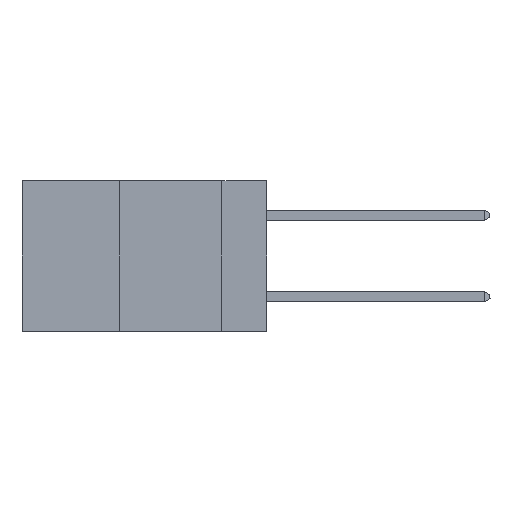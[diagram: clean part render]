
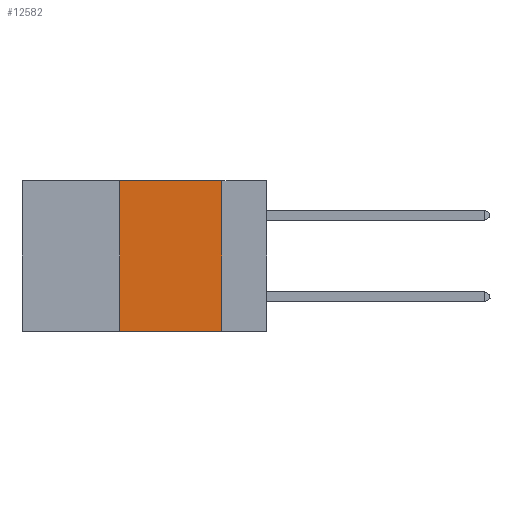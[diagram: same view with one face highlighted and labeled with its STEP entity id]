
A CAD part, left-side view. The second image highlights one B-rep face of the part: STEP entity #12582.
In plain terms, the highlighted planar face has unit normal (-1, 0, 0).
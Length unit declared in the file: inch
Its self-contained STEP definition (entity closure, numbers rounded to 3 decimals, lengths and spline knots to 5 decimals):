
#611 = DIRECTION ( 'NONE',  ( 1., 0., 0. ) ) ;
#706 = EDGE_LOOP ( 'NONE', ( #25409, #23433, #17348, #25225 ) ) ;
#1950 = FACE_OUTER_BOUND ( 'NONE', #706, .T. ) ;
#2699 = VERTEX_POINT ( 'NONE', #7352 ) ;
#3216 = DIRECTION ( 'NONE',  ( 0., 0., 1. ) ) ;
#4182 = LINE ( 'NONE', #5272, #6885 ) ;
#4616 = VECTOR ( 'NONE', #25519, 39.37008 ) ;
#5102 = LINE ( 'NONE', #9594, #15468 ) ;
#5272 = CARTESIAN_POINT ( 'NONE',  ( 0., 0.6, 0. ) ) ;
#5557 = DIRECTION ( 'NONE',  ( 0., 0., -1. ) ) ;
#6045 = CARTESIAN_POINT ( 'NONE',  ( 0., 0.6, -0.37 ) ) ;
#6292 = EDGE_CURVE ( 'NONE', #2699, #29373, #21218, .T. ) ;
#6885 = VECTOR ( 'NONE', #17301, 39.37008 ) ;
#7352 = CARTESIAN_POINT ( 'NONE',  ( 0., 0.36, -0.37 ) ) ;
#8474 = PLANE ( 'NONE',  #13270 ) ;
#9026 = CARTESIAN_POINT ( 'NONE',  ( 0., 0.36, 0. ) ) ;
#9374 = DIRECTION ( 'NONE',  ( 0., -1., 0. ) ) ;
#9594 = CARTESIAN_POINT ( 'NONE',  ( 0., 0.36, 0. ) ) ;
#10651 = CARTESIAN_POINT ( 'NONE',  ( 0., 0.11, 0. ) ) ;
#11523 = LINE ( 'NONE', #22833, #4616 ) ;
#12582 = ADVANCED_FACE ( 'NONE', ( #1950 ), #8474, .F. ) ;
#13270 = AXIS2_PLACEMENT_3D ( 'NONE', #30262, #611, #5557 ) ;
#13765 = CARTESIAN_POINT ( 'NONE',  ( 0., 0.11, -0.37 ) ) ;
#15468 = VECTOR ( 'NONE', #3216, 39.37008 ) ;
#16851 = VERTEX_POINT ( 'NONE', #10651 ) ;
#17301 = DIRECTION ( 'NONE',  ( 0., -1., 0. ) ) ;
#17348 = ORIENTED_EDGE ( 'NONE', *, *, #25351, .F. ) ;
#21218 = LINE ( 'NONE', #6045, #26964 ) ;
#22833 = CARTESIAN_POINT ( 'NONE',  ( 0., 0.11, 0. ) ) ;
#23083 = EDGE_CURVE ( 'NONE', #16851, #29373, #11523, .T. ) ;
#23433 = ORIENTED_EDGE ( 'NONE', *, *, #27734, .F. ) ;
#25225 = ORIENTED_EDGE ( 'NONE', *, *, #6292, .T. ) ;
#25351 = EDGE_CURVE ( 'NONE', #2699, #31529, #5102, .T. ) ;
#25409 = ORIENTED_EDGE ( 'NONE', *, *, #23083, .F. ) ;
#25519 = DIRECTION ( 'NONE',  ( 0., 0., -1. ) ) ;
#26964 = VECTOR ( 'NONE', #9374, 39.37008 ) ;
#27734 = EDGE_CURVE ( 'NONE', #31529, #16851, #4182, .T. ) ;
#29373 = VERTEX_POINT ( 'NONE', #13765 ) ;
#30262 = CARTESIAN_POINT ( 'NONE',  ( 0., 0.6, 0. ) ) ;
#31529 = VERTEX_POINT ( 'NONE', #9026 ) ;
